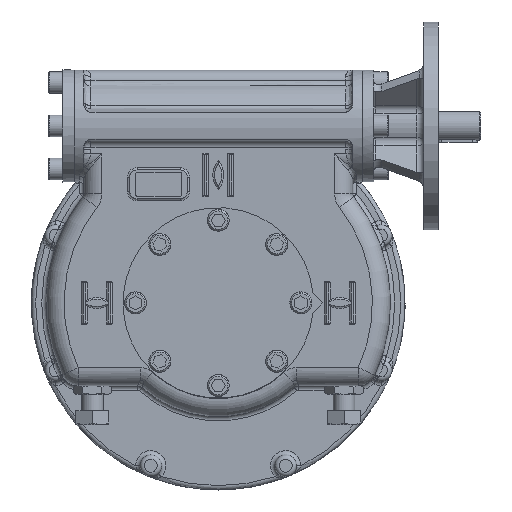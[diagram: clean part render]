
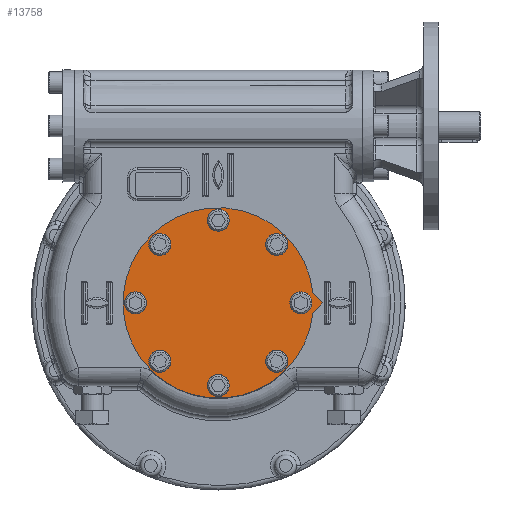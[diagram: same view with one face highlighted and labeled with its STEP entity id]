
A CAD part, top view. The second image highlights one B-rep face of the part: STEP entity #13758.
In plain terms, the highlighted planar face has unit normal (0, 0, 1).
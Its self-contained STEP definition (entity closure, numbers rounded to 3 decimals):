
#1075=LINE('',#30962,#1868);
#1078=LINE('',#30967,#1871);
#1868=VECTOR('',#18608,1000.);
#1871=VECTOR('',#18613,1000.);
#2329=PLANE('',#15535);
#2742=CIRCLE('',#15523,132.5);
#2751=CIRCLE('',#15536,10.5);
#2752=CIRCLE('',#15537,10.5);
#2753=CIRCLE('',#15538,10.5);
#2754=CIRCLE('',#15539,10.5);
#2755=CIRCLE('',#15540,10.5);
#2756=CIRCLE('',#15541,10.5);
#2757=CIRCLE('',#15542,10.5);
#2758=CIRCLE('',#15543,10.5);
#5444=ORIENTED_EDGE('',*,*,#8223,.F.);
#5445=ORIENTED_EDGE('',*,*,#8224,.F.);
#5446=ORIENTED_EDGE('',*,*,#8225,.F.);
#5447=ORIENTED_EDGE('',*,*,#8226,.F.);
#5448=ORIENTED_EDGE('',*,*,#8227,.F.);
#5449=ORIENTED_EDGE('',*,*,#8228,.F.);
#5450=ORIENTED_EDGE('',*,*,#8229,.F.);
#5451=ORIENTED_EDGE('',*,*,#8230,.F.);
#5452=ORIENTED_EDGE('',*,*,#8208,.F.);
#5453=ORIENTED_EDGE('',*,*,#8214,.F.);
#5454=ORIENTED_EDGE('',*,*,#8211,.F.);
#8208=EDGE_CURVE('',#9937,#9938,#2742,.T.);
#8211=EDGE_CURVE('',#9938,#9940,#1075,.T.);
#8214=EDGE_CURVE('',#9940,#9937,#1078,.T.);
#8223=EDGE_CURVE('',#9949,#9949,#2751,.T.);
#8224=EDGE_CURVE('',#9950,#9950,#2752,.T.);
#8225=EDGE_CURVE('',#9951,#9951,#2753,.T.);
#8226=EDGE_CURVE('',#9952,#9952,#2754,.T.);
#8227=EDGE_CURVE('',#9953,#9953,#2755,.T.);
#8228=EDGE_CURVE('',#9954,#9954,#2756,.T.);
#8229=EDGE_CURVE('',#9955,#9955,#2757,.T.);
#8230=EDGE_CURVE('',#9956,#9956,#2758,.T.);
#9937=VERTEX_POINT('',#30955);
#9938=VERTEX_POINT('',#30957);
#9940=VERTEX_POINT('',#30963);
#9949=VERTEX_POINT('',#30987);
#9950=VERTEX_POINT('',#30989);
#9951=VERTEX_POINT('',#30991);
#9952=VERTEX_POINT('',#30993);
#9953=VERTEX_POINT('',#30995);
#9954=VERTEX_POINT('',#30997);
#9955=VERTEX_POINT('',#30999);
#9956=VERTEX_POINT('',#31001);
#11654=EDGE_LOOP('',(#5444));
#11655=EDGE_LOOP('',(#5445));
#11656=EDGE_LOOP('',(#5446));
#11657=EDGE_LOOP('',(#5447));
#11658=EDGE_LOOP('',(#5448));
#11659=EDGE_LOOP('',(#5449));
#11660=EDGE_LOOP('',(#5450));
#11661=EDGE_LOOP('',(#5451));
#11662=EDGE_LOOP('',(#5452,#5453,#5454));
#12755=FACE_BOUND('',#11654,.T.);
#12756=FACE_BOUND('',#11655,.T.);
#12757=FACE_BOUND('',#11656,.T.);
#12758=FACE_BOUND('',#11657,.T.);
#12759=FACE_BOUND('',#11658,.T.);
#12760=FACE_BOUND('',#11659,.T.);
#12761=FACE_BOUND('',#11660,.T.);
#12762=FACE_BOUND('',#11661,.T.);
#12763=FACE_BOUND('',#11662,.T.);
#13758=ADVANCED_FACE('',(#12755,#12756,#12757,#12758,#12759,#12760,#12761,
#12762,#12763),#2329,.F.);
#15523=AXIS2_PLACEMENT_3D('',#30956,#18602,#18603);
#15535=AXIS2_PLACEMENT_3D('',#30985,#18632,#18633);
#15536=AXIS2_PLACEMENT_3D('',#30986,#18634,#18635);
#15537=AXIS2_PLACEMENT_3D('',#30988,#18636,#18637);
#15538=AXIS2_PLACEMENT_3D('',#30990,#18638,#18639);
#15539=AXIS2_PLACEMENT_3D('',#30992,#18640,#18641);
#15540=AXIS2_PLACEMENT_3D('',#30994,#18642,#18643);
#15541=AXIS2_PLACEMENT_3D('',#30996,#18644,#18645);
#15542=AXIS2_PLACEMENT_3D('',#30998,#18646,#18647);
#15543=AXIS2_PLACEMENT_3D('',#31000,#18648,#18649);
#18602=DIRECTION('',(0.,0.,-1.));
#18603=DIRECTION('',(1.,0.,0.));
#18608=DIRECTION('',(0.707,-0.707,0.));
#18613=DIRECTION('',(-0.707,-0.707,0.));
#18632=DIRECTION('',(0.,0.,-1.));
#18633=DIRECTION('',(-1.,0.,0.));
#18634=DIRECTION('',(0.,0.,1.));
#18635=DIRECTION('',(1.,0.,0.));
#18636=DIRECTION('',(0.,0.,1.));
#18637=DIRECTION('',(0.707,-0.707,0.));
#18638=DIRECTION('',(0.,0.,1.));
#18639=DIRECTION('',(0.,-1.,0.));
#18640=DIRECTION('',(0.,0.,1.));
#18641=DIRECTION('',(-0.707,-0.707,0.));
#18642=DIRECTION('',(0.,0.,1.));
#18643=DIRECTION('',(-1.,0.,0.));
#18644=DIRECTION('',(0.,0.,1.));
#18645=DIRECTION('',(-0.707,0.707,0.));
#18646=DIRECTION('',(0.,0.,1.));
#18647=DIRECTION('',(0.,1.,0.));
#18648=DIRECTION('',(0.,0.,1.));
#18649=DIRECTION('',(0.707,0.707,0.));
#30955=CARTESIAN_POINT('',(131.845,-13.155,70.25));
#30956=CARTESIAN_POINT('',(0.,0.,70.25));
#30957=CARTESIAN_POINT('',(131.845,13.155,70.25));
#30962=CARTESIAN_POINT('',(131.845,13.155,70.25));
#30963=CARTESIAN_POINT('',(145.,0.,70.25));
#30967=CARTESIAN_POINT('',(145.,0.,70.25));
#30985=CARTESIAN_POINT('',(0.,0.,70.25));
#30986=CARTESIAN_POINT('',(0.,115.,70.25));
#30987=CARTESIAN_POINT('',(10.5,115.,70.25));
#30988=CARTESIAN_POINT('',(81.317,81.317,70.25));
#30989=CARTESIAN_POINT('',(88.742,73.893,70.25));
#30990=CARTESIAN_POINT('',(115.,0.,70.25));
#30991=CARTESIAN_POINT('',(115.,-10.5,70.25));
#30992=CARTESIAN_POINT('',(81.317,-81.317,70.25));
#30993=CARTESIAN_POINT('',(73.893,-88.742,70.25));
#30994=CARTESIAN_POINT('',(0.,-115.,70.25));
#30995=CARTESIAN_POINT('',(-10.5,-115.,70.25));
#30996=CARTESIAN_POINT('',(-81.317,-81.317,70.25));
#30997=CARTESIAN_POINT('',(-88.742,-73.893,70.25));
#30998=CARTESIAN_POINT('',(-115.,0.,70.25));
#30999=CARTESIAN_POINT('',(-115.,10.5,70.25));
#31000=CARTESIAN_POINT('',(-81.317,81.317,70.25));
#31001=CARTESIAN_POINT('',(-73.893,88.742,70.25));
